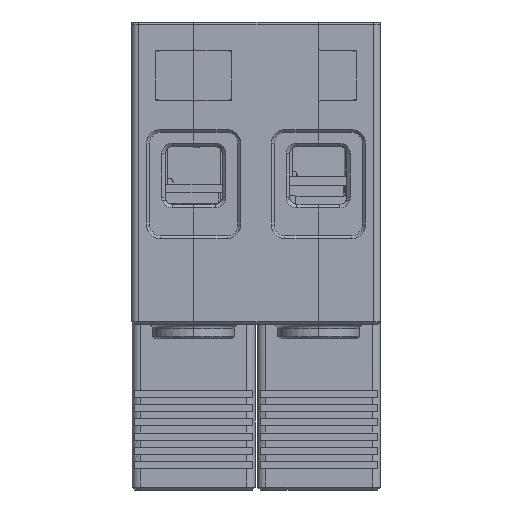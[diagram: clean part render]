
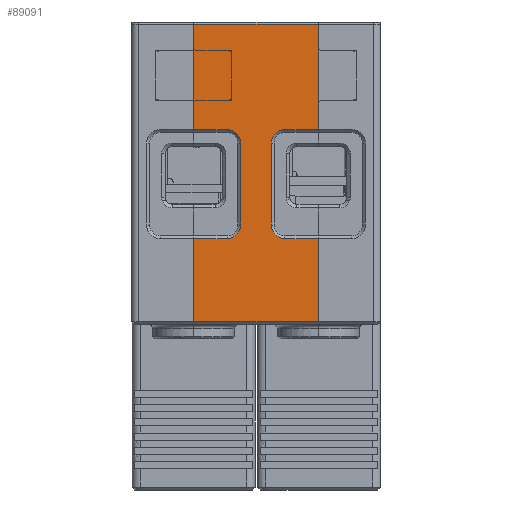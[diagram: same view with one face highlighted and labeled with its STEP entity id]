
A CAD part, left-side view. The second image highlights one B-rep face of the part: STEP entity #89091.
In plain terms, the highlighted planar face has unit normal (1, 0, 0).
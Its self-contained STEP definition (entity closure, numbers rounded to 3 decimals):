
#66259=DIRECTION('',(0.,0.,-1.));
#66260=VECTOR('',#66259,11.7);
#66261=CARTESIAN_POINT('',(-39.6,9.4,19.1));
#66262=LINE('',#66261,#66260);
#66559=CARTESIAN_POINT('',(-39.6,22.2,32.5));
#66560=DIRECTION('',(1.,0.,0.));
#66561=DIRECTION('',(0.,0.,1.));
#66562=AXIS2_PLACEMENT_3D('',#66559,#66560,#66561);
#66567=DIRECTION('',(0.,0.,-1.));
#66568=VECTOR('',#66567,11.5);
#66569=CARTESIAN_POINT('',(-39.6,20.3,32.5));
#66570=LINE('',#66569,#66568);
#66574=CARTESIAN_POINT('',(-39.6,22.2,21.));
#66575=DIRECTION('',(1.,0.,0.));
#66576=DIRECTION('',(0.,-1.,0.));
#66577=AXIS2_PLACEMENT_3D('',#66574,#66575,#66576);
#66582=DIRECTION('',(0.,1.,0.));
#66583=VECTOR('',#66582,4.7);
#66584=CARTESIAN_POINT('',(-39.6,22.2,19.1));
#66585=LINE('',#66584,#66583);
#66589=DIRECTION('',(0.,1.,0.));
#66590=VECTOR('',#66589,4.7);
#66591=CARTESIAN_POINT('',(-39.6,9.4,19.1));
#66592=LINE('',#66591,#66590);
#66596=CARTESIAN_POINT('',(-39.6,14.1,21.));
#66597=DIRECTION('',(1.,0.,0.));
#66598=DIRECTION('',(0.,0.,-1.));
#66599=AXIS2_PLACEMENT_3D('',#66596,#66597,#66598);
#66604=DIRECTION('',(0.,0.,1.));
#66605=VECTOR('',#66604,11.5);
#66606=CARTESIAN_POINT('',(-39.6,16.,21.));
#66607=LINE('',#66606,#66605);
#66611=CARTESIAN_POINT('',(-39.6,14.1,32.5));
#66612=DIRECTION('',(1.,0.,0.));
#66613=DIRECTION('',(0.,1.,0.));
#66614=AXIS2_PLACEMENT_3D('',#66611,#66612,#66613);
#66619=DIRECTION('',(0.,-1.,0.));
#66620=VECTOR('',#66619,4.7);
#66621=CARTESIAN_POINT('',(-39.6,14.1,34.4));
#66622=LINE('',#66621,#66620);
#66626=DIRECTION('',(0.,0.,1.));
#66627=VECTOR('',#66626,14.8);
#66628=CARTESIAN_POINT('',(-39.6,9.4,34.4));
#66629=LINE('',#66628,#66627);
#66862=DIRECTION('',(0.,0.,1.));
#66863=VECTOR('',#66862,14.8);
#66864=CARTESIAN_POINT('',(-39.6,26.9,34.4));
#66865=LINE('',#66864,#66863);
#81170=DIRECTION('',(0.,1.,0.));
#81171=VECTOR('',#81170,17.5);
#81172=CARTESIAN_POINT('',(-39.6,9.4,7.4));
#81173=LINE('',#81172,#81171);
#81235=DIRECTION('',(0.,0.,1.));
#81236=VECTOR('',#81235,11.7);
#81237=CARTESIAN_POINT('',(-39.6,26.9,7.4));
#81238=LINE('',#81237,#81236);
#82042=DIRECTION('',(0.,1.,0.));
#82043=VECTOR('',#82042,4.7);
#82044=CARTESIAN_POINT('',(-39.6,22.2,34.4));
#82045=LINE('',#82044,#82043);
#83842=DIRECTION('',(0.,-1.,0.));
#83843=VECTOR('',#83842,17.5);
#83844=CARTESIAN_POINT('',(-39.6,26.9,49.2));
#83845=LINE('',#83844,#83843);
#84596=CARTESIAN_POINT('',(-39.6,9.4,49.2));
#84597=VERTEX_POINT('',#84596);
#84598=CARTESIAN_POINT('',(-39.6,9.4,34.4));
#84599=VERTEX_POINT('',#84598);
#84990=CARTESIAN_POINT('',(-39.6,9.4,19.1));
#84991=VERTEX_POINT('',#84990);
#84992=CARTESIAN_POINT('',(-39.6,9.4,7.4));
#84993=VERTEX_POINT('',#84992);
#85042=CARTESIAN_POINT('',(-39.6,14.1,19.1));
#85043=VERTEX_POINT('',#85042);
#85044=CARTESIAN_POINT('',(-39.6,16.,21.));
#85045=VERTEX_POINT('',#85044);
#85046=CARTESIAN_POINT('',(-39.6,16.,32.5));
#85047=VERTEX_POINT('',#85046);
#85048=CARTESIAN_POINT('',(-39.6,14.1,34.4));
#85049=VERTEX_POINT('',#85048);
#85050=CARTESIAN_POINT('',(-39.6,26.9,34.4));
#85051=CARTESIAN_POINT('',(-39.6,26.9,49.2));
#85052=VERTEX_POINT('',#85050);
#85053=VERTEX_POINT('',#85051);
#85054=CARTESIAN_POINT('',(-39.6,22.2,34.4));
#85055=VERTEX_POINT('',#85054);
#85056=CARTESIAN_POINT('',(-39.6,20.3,32.5));
#85057=VERTEX_POINT('',#85056);
#85058=CARTESIAN_POINT('',(-39.6,20.3,21.));
#85059=VERTEX_POINT('',#85058);
#85060=CARTESIAN_POINT('',(-39.6,22.2,19.1));
#85061=VERTEX_POINT('',#85060);
#85062=CARTESIAN_POINT('',(-39.6,26.9,19.1));
#85063=VERTEX_POINT('',#85062);
#85064=CARTESIAN_POINT('',(-39.6,26.9,7.4));
#85065=VERTEX_POINT('',#85064);
#89059=CARTESIAN_POINT('',(-39.6,18.15,28.3));
#89060=DIRECTION('',(1.,0.,0.));
#89061=DIRECTION('',(0.,0.,1.));
#89062=AXIS2_PLACEMENT_3D('',#89059,#89060,#89061);
#89063=PLANE('',#89062);
#89065=ORIENTED_EDGE('',*,*,#89064,.F.);
#89067=ORIENTED_EDGE('',*,*,#89066,.F.);
#89069=ORIENTED_EDGE('',*,*,#89068,.T.);
#89071=ORIENTED_EDGE('',*,*,#89070,.T.);
#89073=ORIENTED_EDGE('',*,*,#89072,.T.);
#89075=ORIENTED_EDGE('',*,*,#89074,.T.);
#89077=ORIENTED_EDGE('',*,*,#89076,.F.);
#89079=ORIENTED_EDGE('',*,*,#89078,.F.);
#89080=ORIENTED_EDGE('',*,*,#88778,.F.);
#89081=ORIENTED_EDGE('',*,*,#88998,.T.);
#89082=ORIENTED_EDGE('',*,*,#89013,.T.);
#89083=ORIENTED_EDGE('',*,*,#89027,.T.);
#89084=ORIENTED_EDGE('',*,*,#89041,.T.);
#89085=ORIENTED_EDGE('',*,*,#89051,.T.);
#89086=ORIENTED_EDGE('',*,*,#87827,.T.);
#89088=ORIENTED_EDGE('',*,*,#89087,.F.);
#89089=EDGE_LOOP('',(#89065,#89067,#89069,#89071,#89073,#89075,#89077,#89079,
#89080,#89081,#89082,#89083,#89084,#89085,#89086,#89088));
#89090=FACE_OUTER_BOUND('',#89089,.F.);
#89091=ADVANCED_FACE('',(#89090),#89063,.T.);
#66563=CIRCLE('',#66562,1.9);
#66578=CIRCLE('',#66577,1.9);
#66600=CIRCLE('',#66599,1.9);
#66615=CIRCLE('',#66614,1.9);
#87827=EDGE_CURVE('',#84599,#84597,#66629,.T.);
#88778=EDGE_CURVE('',#84991,#84993,#66262,.T.);
#88998=EDGE_CURVE('',#84991,#85043,#66592,.T.);
#89013=EDGE_CURVE('',#85043,#85045,#66600,.T.);
#89027=EDGE_CURVE('',#85045,#85047,#66607,.T.);
#89041=EDGE_CURVE('',#85047,#85049,#66615,.T.);
#89051=EDGE_CURVE('',#85049,#84599,#66622,.T.);
#89064=EDGE_CURVE('',#85052,#85053,#66865,.T.);
#89066=EDGE_CURVE('',#85055,#85052,#82045,.T.);
#89068=EDGE_CURVE('',#85055,#85057,#66563,.T.);
#89070=EDGE_CURVE('',#85057,#85059,#66570,.T.);
#89072=EDGE_CURVE('',#85059,#85061,#66578,.T.);
#89074=EDGE_CURVE('',#85061,#85063,#66585,.T.);
#89076=EDGE_CURVE('',#85065,#85063,#81238,.T.);
#89078=EDGE_CURVE('',#84993,#85065,#81173,.T.);
#89087=EDGE_CURVE('',#85053,#84597,#83845,.T.);
